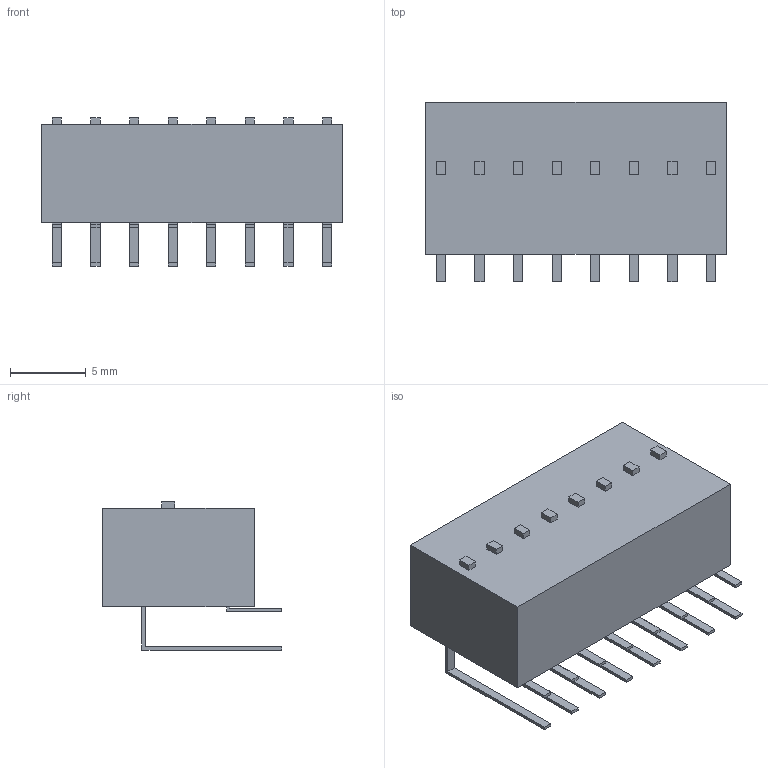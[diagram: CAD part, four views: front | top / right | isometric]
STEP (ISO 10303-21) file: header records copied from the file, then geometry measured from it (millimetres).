
FILE_DESCRIPTION (( 'STEP AP214' ), '1' );
FILE_NAME ('八位拨码开关弯脚.STEP', '2011-12-05T14:18:56', ( '微软用户' ), ( '微软中国' ), 'SwSTEP 2.0', 'SolidWorks 2011', '' );
FILE_SCHEMA (( 'AUTOMOTIVE_DESIGN' ));
Length unit declared in the file: millimetre
Products named in the file (1): 八位拨码开关弯脚
Bounding box: 19.8 x 11.8 x 9.74 mm (x, y, z)
Volume: 1303.6 mm3; surface area: 991.9 mm2
Topology: 1 solids, 1 shells, 158 faces, 396 edges, 264 vertices
Faces by surface type: plane 158
Entity records: 5160 total; most frequent: CARTESIAN_POINT 819, ORIENTED_EDGE 792, DIRECTION 714, VECTOR 396, EDGE_CURVE 396, LINE 396, VERTEX_POINT 264, EDGE_LOOP 182
